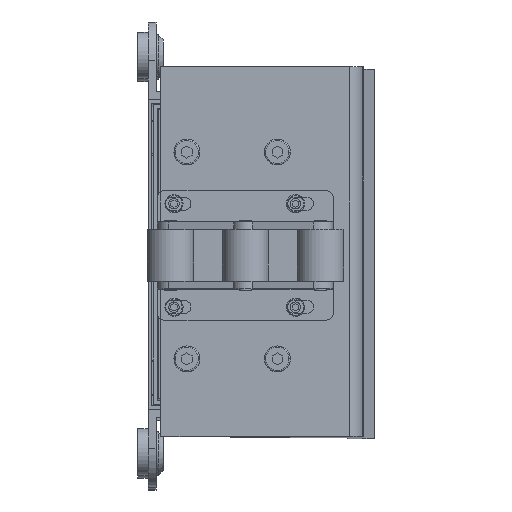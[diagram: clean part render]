
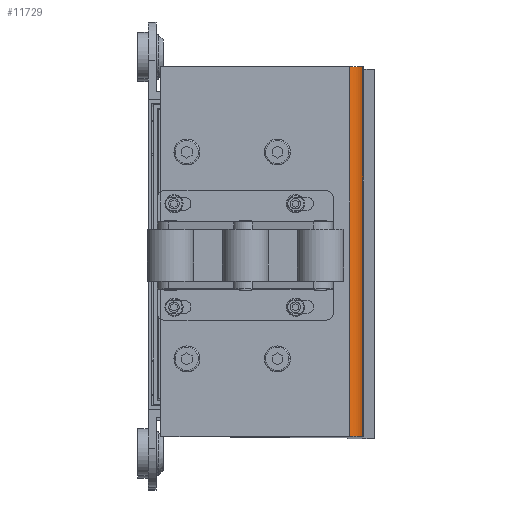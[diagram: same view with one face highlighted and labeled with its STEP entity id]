
A CAD part, top view. The second image highlights one B-rep face of the part: STEP entity #11729.
In plain terms, the highlighted cylindrical face has radius 9.441 mm (diameter 18.883 mm), a partial arc.
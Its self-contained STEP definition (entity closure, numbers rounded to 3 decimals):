
#7308 = PLANE('',#7309);
#7309 = AXIS2_PLACEMENT_3D('',#7310,#7311,#7312);
#7310 = CARTESIAN_POINT('',(67.961,-10.5,492.614));
#7311 = DIRECTION('',(0.,-1.,0.));
#7312 = DIRECTION('',(-1.,0.,0.));
#7609 = PLANE('',#7610);
#7610 = AXIS2_PLACEMENT_3D('',#7611,#7612,#7613);
#7611 = CARTESIAN_POINT('',(83.056,-10.5,790.545));
#7612 = DIRECTION('',(-1.,0.,0.));
#7613 = DIRECTION('',(0.,0.,-1.));
#7691 = VERTEX_POINT('',#7692);
#7692 = CARTESIAN_POINT('',(83.056,-10.5,790.545));
#7713 = EDGE_CURVE('',#7691,#7714,#7716,.T.);
#7714 = VERTEX_POINT('',#7715);
#7715 = CARTESIAN_POINT('',(77.96,-10.5,800.43));
#7716 = SURFACE_CURVE('',#7717,(#7722,#7729),.PCURVE_S1.);
#7717 = CIRCLE('',#7718,9.441);
#7718 = AXIS2_PLACEMENT_3D('',#7719,#7720,#7721);
#7719 = CARTESIAN_POINT('',(73.726,-10.5,791.991));
#7720 = DIRECTION('',(0.,-1.,0.));
#7721 = DIRECTION('',(1.,0.,0.));
#7722 = PCURVE('',#7308,#7723);
#7723 = DEFINITIONAL_REPRESENTATION('',(#7724),#7728);
#7724 = CIRCLE('',#7725,9.441);
#7725 = AXIS2_PLACEMENT_2D('',#7726,#7727);
#7726 = CARTESIAN_POINT('',(-5.765,-299.377));
#7727 = DIRECTION('',(-1.,0.));
#7728 = ( GEOMETRIC_REPRESENTATION_CONTEXT(2) 
PARAMETRIC_REPRESENTATION_CONTEXT() REPRESENTATION_CONTEXT('2D SPACE',''
  ) );
#7729 = PCURVE('',#7730,#7735);
#7730 = CYLINDRICAL_SURFACE('',#7731,9.441);
#7731 = AXIS2_PLACEMENT_3D('',#7732,#7733,#7734);
#7732 = CARTESIAN_POINT('',(73.726,-10.5,791.991));
#7733 = DIRECTION('',(0.,-1.,0.));
#7734 = DIRECTION('',(1.,0.,0.));
#7735 = DEFINITIONAL_REPRESENTATION('',(#7736),#7740);
#7736 = LINE('',#7737,#7738);
#7737 = CARTESIAN_POINT('',(-6.283,0.));
#7738 = VECTOR('',#7739,1.);
#7739 = DIRECTION('',(1.,0.));
#7740 = ( GEOMETRIC_REPRESENTATION_CONTEXT(2) 
PARAMETRIC_REPRESENTATION_CONTEXT() REPRESENTATION_CONTEXT('2D SPACE',''
  ) );
#7758 = PLANE('',#7759);
#7759 = AXIS2_PLACEMENT_3D('',#7760,#7761,#7762);
#7760 = CARTESIAN_POINT('',(4.96,-10.5,800.43));
#7761 = DIRECTION('',(0.,0.,-1.));
#7762 = DIRECTION('',(1.,0.,0.));
#8127 = PLANE('',#8128);
#8128 = AXIS2_PLACEMENT_3D('',#8129,#8130,#8131);
#8129 = CARTESIAN_POINT('',(77.232,132.5,491.418));
#8130 = DIRECTION('',(0.,-1.,0.));
#8131 = DIRECTION('',(0.,0.,-1.));
#10191 = VERTEX_POINT('',#10192);
#10192 = CARTESIAN_POINT('',(83.056,132.5,790.545));
#10213 = EDGE_CURVE('',#7691,#10191,#10214,.T.);
#10214 = SURFACE_CURVE('',#10215,(#10219,#10226),.PCURVE_S1.);
#10215 = LINE('',#10216,#10217);
#10216 = CARTESIAN_POINT('',(83.056,-10.5,790.545));
#10217 = VECTOR('',#10218,1.);
#10218 = DIRECTION('',(0.,1.,0.));
#10219 = PCURVE('',#7609,#10220);
#10220 = DEFINITIONAL_REPRESENTATION('',(#10221),#10225);
#10221 = LINE('',#10222,#10223);
#10222 = CARTESIAN_POINT('',(0.,0.));
#10223 = VECTOR('',#10224,1.);
#10224 = DIRECTION('',(0.,-1.));
#10225 = ( GEOMETRIC_REPRESENTATION_CONTEXT(2) 
PARAMETRIC_REPRESENTATION_CONTEXT() REPRESENTATION_CONTEXT('2D SPACE',''
  ) );
#10226 = PCURVE('',#7730,#10227);
#10227 = DEFINITIONAL_REPRESENTATION('',(#10228),#10232);
#10228 = LINE('',#10229,#10230);
#10229 = CARTESIAN_POINT('',(-0.154,0.));
#10230 = VECTOR('',#10231,1.);
#10231 = DIRECTION('',(0.,-1.));
#10232 = ( GEOMETRIC_REPRESENTATION_CONTEXT(2) 
PARAMETRIC_REPRESENTATION_CONTEXT() REPRESENTATION_CONTEXT('2D SPACE',''
  ) );
#11729 = ADVANCED_FACE('',(#11730),#7730,.T.);
#11730 = FACE_BOUND('',#11731,.T.);
#11731 = EDGE_LOOP('',(#11732,#11733,#11757,#11778));
#11732 = ORIENTED_EDGE('',*,*,#10213,.T.);
#11733 = ORIENTED_EDGE('',*,*,#11734,.T.);
#11734 = EDGE_CURVE('',#10191,#11735,#11737,.T.);
#11735 = VERTEX_POINT('',#11736);
#11736 = CARTESIAN_POINT('',(77.96,132.5,800.43));
#11737 = SURFACE_CURVE('',#11738,(#11743,#11750),.PCURVE_S1.);
#11738 = CIRCLE('',#11739,9.441);
#11739 = AXIS2_PLACEMENT_3D('',#11740,#11741,#11742);
#11740 = CARTESIAN_POINT('',(73.726,132.5,791.991));
#11741 = DIRECTION('',(0.,-1.,0.));
#11742 = DIRECTION('',(1.,0.,0.));
#11743 = PCURVE('',#7730,#11744);
#11744 = DEFINITIONAL_REPRESENTATION('',(#11745),#11749);
#11745 = LINE('',#11746,#11747);
#11746 = CARTESIAN_POINT('',(-6.283,-143.));
#11747 = VECTOR('',#11748,1.);
#11748 = DIRECTION('',(1.,0.));
#11749 = ( GEOMETRIC_REPRESENTATION_CONTEXT(2) 
PARAMETRIC_REPRESENTATION_CONTEXT() REPRESENTATION_CONTEXT('2D SPACE',''
  ) );
#11750 = PCURVE('',#8127,#11751);
#11751 = DEFINITIONAL_REPRESENTATION('',(#11752),#11756);
#11752 = CIRCLE('',#11753,9.441);
#11753 = AXIS2_PLACEMENT_2D('',#11754,#11755);
#11754 = CARTESIAN_POINT('',(-300.573,-3.506));
#11755 = DIRECTION('',(0.,1.));
#11756 = ( GEOMETRIC_REPRESENTATION_CONTEXT(2) 
PARAMETRIC_REPRESENTATION_CONTEXT() REPRESENTATION_CONTEXT('2D SPACE',''
  ) );
#11757 = ORIENTED_EDGE('',*,*,#11758,.F.);
#11758 = EDGE_CURVE('',#7714,#11735,#11759,.T.);
#11759 = SURFACE_CURVE('',#11760,(#11764,#11771),.PCURVE_S1.);
#11760 = LINE('',#11761,#11762);
#11761 = CARTESIAN_POINT('',(77.96,-10.5,800.43));
#11762 = VECTOR('',#11763,1.);
#11763 = DIRECTION('',(0.,1.,0.));
#11764 = PCURVE('',#7730,#11765);
#11765 = DEFINITIONAL_REPRESENTATION('',(#11766),#11770);
#11766 = LINE('',#11767,#11768);
#11767 = CARTESIAN_POINT('',(1.106,0.));
#11768 = VECTOR('',#11769,1.);
#11769 = DIRECTION('',(0.,-1.));
#11770 = ( GEOMETRIC_REPRESENTATION_CONTEXT(2) 
PARAMETRIC_REPRESENTATION_CONTEXT() REPRESENTATION_CONTEXT('2D SPACE',''
  ) );
#11771 = PCURVE('',#7758,#11772);
#11772 = DEFINITIONAL_REPRESENTATION('',(#11773),#11777);
#11773 = LINE('',#11774,#11775);
#11774 = CARTESIAN_POINT('',(73.,0.));
#11775 = VECTOR('',#11776,1.);
#11776 = DIRECTION('',(0.,-1.));
#11777 = ( GEOMETRIC_REPRESENTATION_CONTEXT(2) 
PARAMETRIC_REPRESENTATION_CONTEXT() REPRESENTATION_CONTEXT('2D SPACE',''
  ) );
#11778 = ORIENTED_EDGE('',*,*,#7713,.F.);
